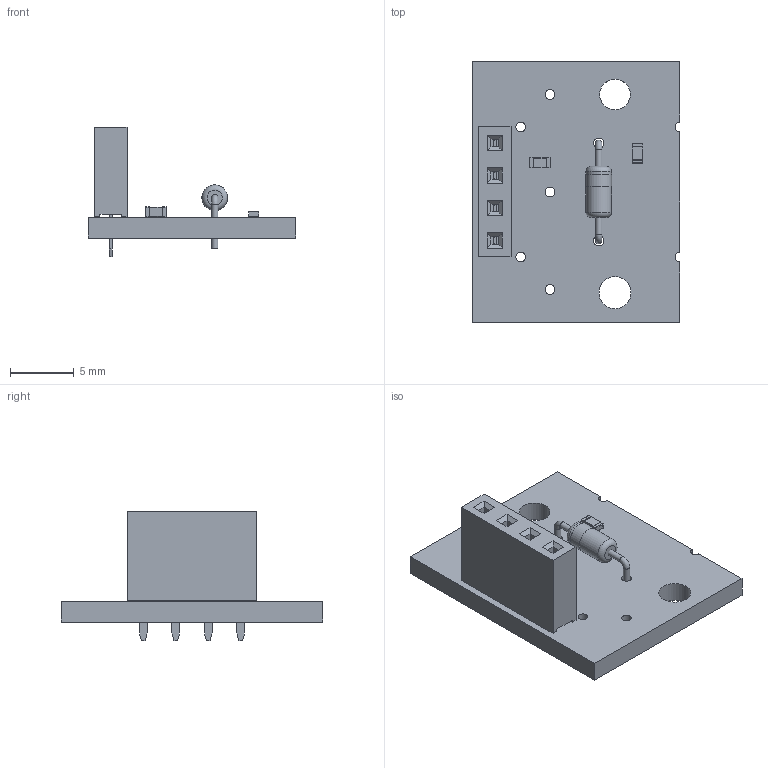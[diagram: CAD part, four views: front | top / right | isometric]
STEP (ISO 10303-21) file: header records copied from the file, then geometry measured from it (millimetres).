
FILE_DESCRIPTION(('KiCad electronic assembly'),'2;1');
FILE_NAME('midi.step','2019-02-15T15:14:03',('An Author'),('A Company'), 'Open CASCADE STEP processor 6.9','KiCad to STEP converter','Unknown' );
FILE_SCHEMA(('AUTOMOTIVE_DESIGN { 1 0 10303 214 1 1 1 1 }'));
Length unit declared in the file: millimetre
Products named in the file (10): Open CASCADE STEP translator 6.9 1; D_DO-35_SOD27_P7.62mm_Horizontal; COMPOUND; C_0603_1608Metric; SOLID; R_0603_1608Metric; PinSocket_1x04_P2.54mm_Vertical
Assembly tree (9 placements, depth 3):
  Open CASCADE STEP translator 6.9 1
    D_DO-35_SOD27_P7.62mm_Horizontal
      COMPOUND
    C_0603_1608Metric
      SOLID
    R_0603_1608Metric
      SOLID
    PinSocket_1x04_P2.54mm_Vertical
      SOLID
    COMPOUND
Bounding box: 16.26 x 20.45 x 10.1 mm (x, y, z)
Volume: 692.3 mm3; surface area: 1202.7 mm2
Topology: 6 solids, 6 shells, 227 faces, 571 edges, 372 vertices
Faces by surface type: plane 182, cylinder 41, torus 4
Full cylindrical faces by diameter (mm): 0.5 x3, 0.762 x5, 0.8 x2, 1 x4, 2 x2, 2.02 x1, 2.4 x1, 2.5 x1
Entity records: 15947 total; most frequent: CARTESIAN_POINT 2558, DIRECTION 2241, LINE 1535, VECTOR 1535, ORIENTED_EDGE 1142, PCURVE 1142, DEFINITIONAL_REPRESENTATION 1142, EDGE_CURVE 571
